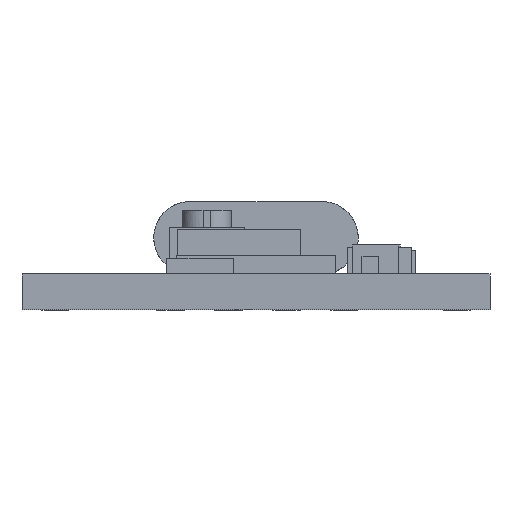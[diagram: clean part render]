
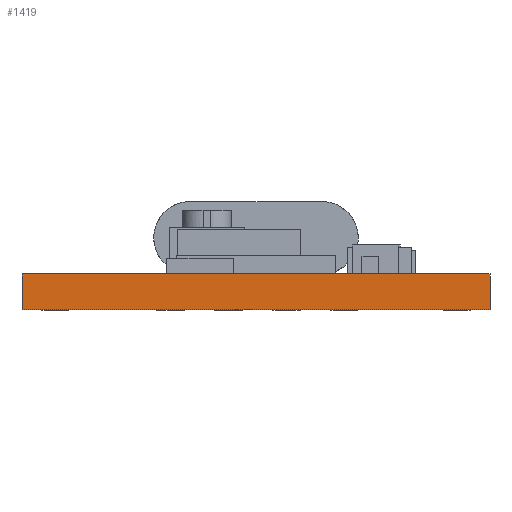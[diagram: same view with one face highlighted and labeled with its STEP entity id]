
A CAD part, front view. The second image highlights one B-rep face of the part: STEP entity #1419.
In plain terms, the highlighted free-form (B-spline) face has degree [1, 1] with [2, 2] control points.
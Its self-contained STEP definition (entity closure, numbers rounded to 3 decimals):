
#1169 = EDGE_CURVE('',#1170,#1172,#1174,.T.);
#1170 = VERTEX_POINT('',#1171);
#1171 = CARTESIAN_POINT('',(-14.826,-38.827,
    2.275));
#1172 = VERTEX_POINT('',#1173);
#1173 = CARTESIAN_POINT('',(14.826,-38.827,
    2.275));
#1174 = B_SPLINE_CURVE_WITH_KNOTS('',1,(#1175,#1176),.UNSPECIFIED.,.F.,
  .F.,(2,2),(0.,20.523),.PIECEWISE_BEZIER_KNOTS.);
#1175 = CARTESIAN_POINT('',(-14.826,-38.827,
    2.275));
#1176 = CARTESIAN_POINT('',(14.826,-38.827,
    2.275));
#1419 = ADVANCED_FACE('',(#1420),#1442,.F.);
#1420 = FACE_BOUND('',#1421,.T.);
#1421 = EDGE_LOOP('',(#1422,#1431,#1436,#1437));
#1422 = ORIENTED_EDGE('',*,*,#1423,.T.);
#1423 = EDGE_CURVE('',#1424,#1426,#1428,.T.);
#1424 = VERTEX_POINT('',#1425);
#1425 = CARTESIAN_POINT('',(-14.826,-38.827,0.));
#1426 = VERTEX_POINT('',#1427);
#1427 = CARTESIAN_POINT('',(14.826,-38.827,0.));
#1428 = B_SPLINE_CURVE_WITH_KNOTS('',1,(#1429,#1430),.UNSPECIFIED.,.F.,
  .F.,(2,2),(0.,20.523),.PIECEWISE_BEZIER_KNOTS.);
#1429 = CARTESIAN_POINT('',(-14.826,-38.827,0.));
#1430 = CARTESIAN_POINT('',(14.826,-38.827,0.));
#1431 = ORIENTED_EDGE('',*,*,#1432,.F.);
#1432 = EDGE_CURVE('',#1172,#1426,#1433,.T.);
#1433 = B_SPLINE_CURVE_WITH_KNOTS('',1,(#1434,#1435),.UNSPECIFIED.,.F.,
  .F.,(2,2),(0.,1.575),.PIECEWISE_BEZIER_KNOTS.);
#1434 = CARTESIAN_POINT('',(14.826,-38.827,
    2.275));
#1435 = CARTESIAN_POINT('',(14.826,-38.827,0.));
#1436 = ORIENTED_EDGE('',*,*,#1169,.F.);
#1437 = ORIENTED_EDGE('',*,*,#1438,.T.);
#1438 = EDGE_CURVE('',#1170,#1424,#1439,.T.);
#1439 = B_SPLINE_CURVE_WITH_KNOTS('',1,(#1440,#1441),.UNSPECIFIED.,.F.,
  .F.,(2,2),(0.,1.575),.PIECEWISE_BEZIER_KNOTS.);
#1440 = CARTESIAN_POINT('',(-14.826,-38.827,
    2.275));
#1441 = CARTESIAN_POINT('',(-14.826,-38.827,0.));
#1442 = B_SPLINE_SURFACE_WITH_KNOTS('',1,1,(
    (#1443,#1444)
    ,(#1445,#1446
    )),.UNSPECIFIED.,.F.,.F.,.F.,(2,2),(2,2),(-1.575,0.),(-10.262,
    10.262),.PIECEWISE_BEZIER_KNOTS.);
#1443 = CARTESIAN_POINT('',(-14.826,-38.827,0.));
#1444 = CARTESIAN_POINT('',(14.826,-38.827,0.));
#1445 = CARTESIAN_POINT('',(-14.826,-38.827,
    2.275));
#1446 = CARTESIAN_POINT('',(14.826,-38.827,
    2.275));
